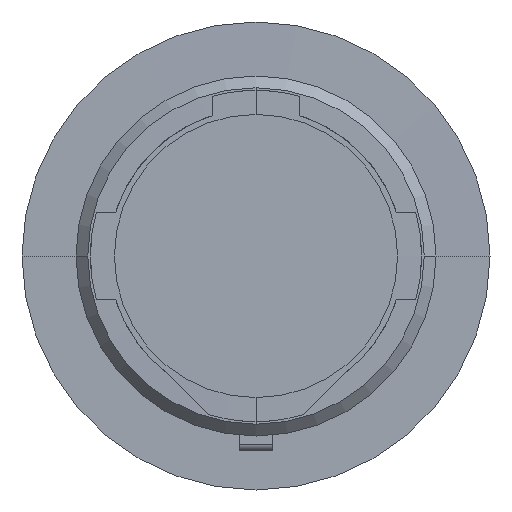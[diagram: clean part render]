
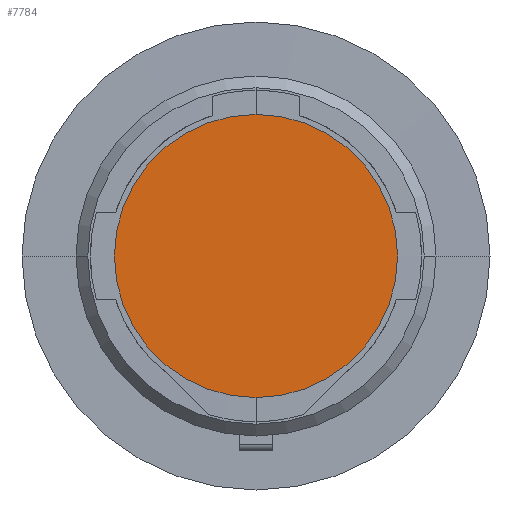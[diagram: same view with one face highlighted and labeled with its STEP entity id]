
A CAD part, front view. The second image highlights one B-rep face of the part: STEP entity #7784.
In plain terms, the highlighted planar face has unit normal (0, -1, 0).
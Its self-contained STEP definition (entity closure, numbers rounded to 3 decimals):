
#2870=CARTESIAN_POINT('',(0.,0.,0.));
#2871=DIRECTION('',(0.,-1.,0.));
#2872=DIRECTION('',(-1.,0.,0.));
#2873=AXIS2_PLACEMENT_3D('',#2870,#2871,#2872);
#2878=CARTESIAN_POINT('',(0.,0.,0.));
#2879=DIRECTION('',(0.,1.,0.));
#2880=DIRECTION('',(-1.,0.,0.));
#2881=AXIS2_PLACEMENT_3D('',#2878,#2879,#2880);
#4838=CARTESIAN_POINT('',(-11.8,0.,0.));
#4839=CARTESIAN_POINT('',(11.8,0.,0.));
#4840=VERTEX_POINT('',#4838);
#4841=VERTEX_POINT('',#4839);
#7775=CARTESIAN_POINT('',(0.,0.,0.));
#7776=DIRECTION('',(0.,-1.,0.));
#7777=DIRECTION('',(-1.,0.,0.));
#7778=AXIS2_PLACEMENT_3D('',#7775,#7776,#7777);
#7779=PLANE('',#7778);
#7780=ORIENTED_EDGE('',*,*,#7724,.F.);
#7781=ORIENTED_EDGE('',*,*,#7769,.T.);
#7782=EDGE_LOOP('',(#7780,#7781));
#7783=FACE_OUTER_BOUND('',#7782,.F.);
#7784=ADVANCED_FACE('',(#7783),#7779,.T.);
#2874=CIRCLE('',#2873,11.8);
#2882=CIRCLE('',#2881,11.8);
#7724=EDGE_CURVE('',#4840,#4841,#2874,.T.);
#7769=EDGE_CURVE('',#4840,#4841,#2882,.T.);
